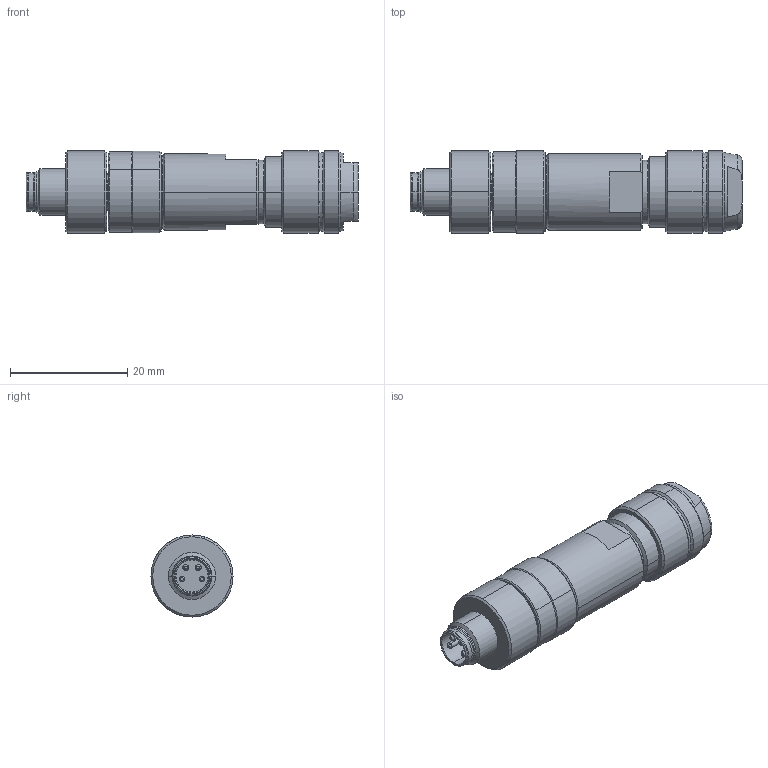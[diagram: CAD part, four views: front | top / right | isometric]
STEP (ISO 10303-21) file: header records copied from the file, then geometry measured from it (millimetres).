
FILE_DESCRIPTION(('SolidDesigner STEP Export'),'2;1');
FILE_NAME('1542897.stp','2008-07-25T13:02:58',(''),(''),'OneSpace Designer STEP processor for AP214 (Solid Model)','OneSpace Designer 14.50 18-Oct-2006 (C) CoCreate Software GmbH','');
FILE_SCHEMA(('AUTOMOTIVE_DESIGN { 1 0 10303 214 1 1 1 1 }'));
Length unit declared in the file: millimetre
Products named in the file (1): 1542897
Bounding box: 56.66 x 14 x 14 mm (x, y, z)
Volume: 7080.6 mm3; surface area: 3002.5 mm2
Topology: 1 solids, 1 shells, 116 faces, 299 edges, 197 vertices
Faces by surface type: cylinder 40, cone 36, plane 22, torus 18
Entity records: 2860 total; most frequent: ORIENTED_EDGE 598, CARTESIAN_POINT 491, DIRECTION 390, EDGE_CURVE 299, VERTEX_POINT 197, AXIS2_PLACEMENT_3D 152, EDGE_LOOP 128, FACE_OUTER_BOUND 116
